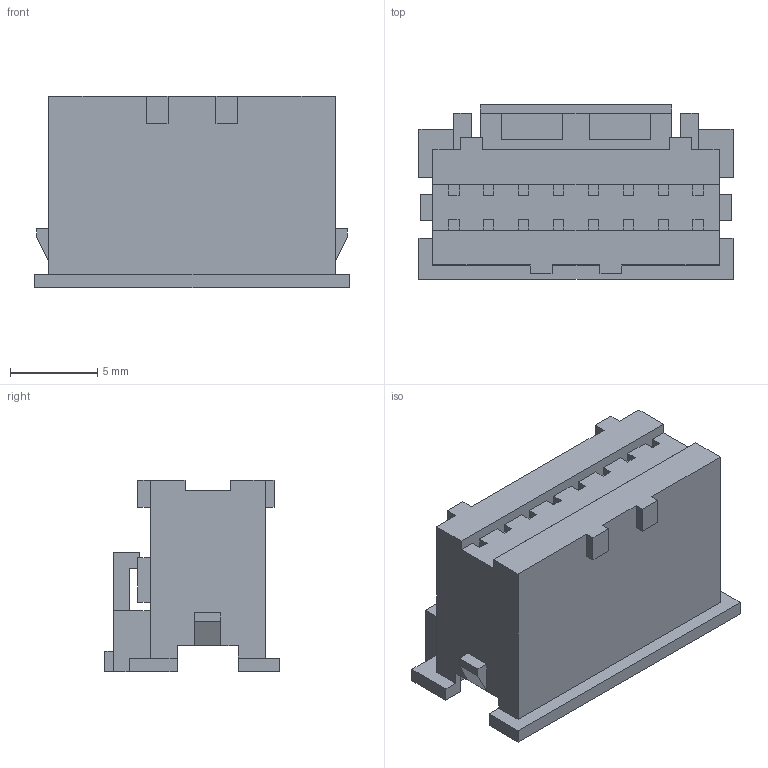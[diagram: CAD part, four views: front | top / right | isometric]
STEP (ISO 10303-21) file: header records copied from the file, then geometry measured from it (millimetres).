
FILE_DESCRIPTION (( 'STEP AP214' ), '1' );
FILE_NAME ('PADP-16V-1-S.STEP', '2011-06-10T06:40:47', ( 'root' ), ( 'Hewlett-Packard Company' ), 'SwSTEP 2.0', 'SolidWorks 2009', '' );
FILE_SCHEMA (( 'AUTOMOTIVE_DESIGN' ));
Length unit declared in the file: millimetre
Products named in the file (1): PADP-16V-1-S
Bounding box: 18 x 10 x 11 mm (x, y, z)
Volume: 1154.3 mm3; surface area: 1180.5 mm2
Topology: 1 solids, 1 shells, 221 faces, 644 edges, 428 vertices
Faces by surface type: plane 221
Entity records: 7180 total; most frequent: CARTESIAN_POINT 1294, ORIENTED_EDGE 1288, DIRECTION 1088, EDGE_CURVE 644, LINE 644, VECTOR 644, VERTEX_POINT 428, EDGE_LOOP 224
